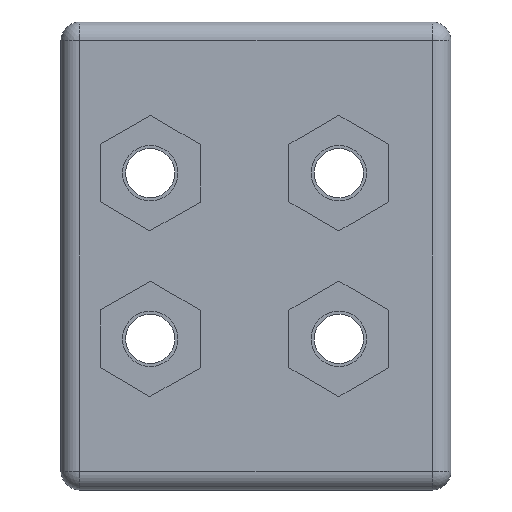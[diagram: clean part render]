
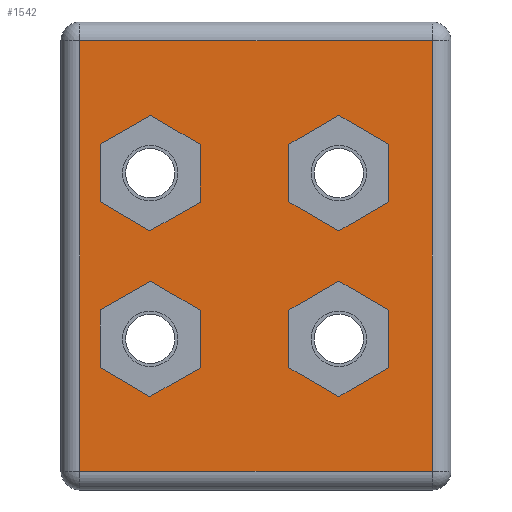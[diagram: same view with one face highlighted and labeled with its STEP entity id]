
A CAD part, front view. The second image highlights one B-rep face of the part: STEP entity #1542.
In plain terms, the highlighted planar face has unit normal (0, -1, 0).
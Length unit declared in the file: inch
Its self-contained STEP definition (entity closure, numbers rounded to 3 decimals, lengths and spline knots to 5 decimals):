
#1=DIRECTION('',(0.868,0.,0.496));
#2=VECTOR('',#1,0.185);
#3=CARTESIAN_POINT('',(-0.33984,-0.25,0.08063));
#4=LINE('',#3,#2);
#5=DIRECTION('',(0.004,0.,1.));
#6=VECTOR('',#5,0.185);
#7=CARTESIAN_POINT('',(-0.17925,-0.25,0.17247));
#8=LINE('',#7,#6);
#9=DIRECTION('',(-0.864,0.,0.504));
#10=VECTOR('',#9,0.185);
#11=CARTESIAN_POINT('',(-0.17849,-0.25,0.35746));
#12=LINE('',#11,#10);
#13=DIRECTION('',(-0.868,0.,-0.496));
#14=VECTOR('',#13,0.185);
#15=CARTESIAN_POINT('',(-0.33832,-0.25,0.45062));
#16=LINE('',#15,#14);
#17=DIRECTION('',(-0.004,0.,-1.));
#18=VECTOR('',#17,0.185);
#19=CARTESIAN_POINT('',(-0.49891,-0.25,0.35878));
#20=LINE('',#19,#18);
#21=DIRECTION('',(0.864,0.,-0.504));
#22=VECTOR('',#21,0.185);
#23=CARTESIAN_POINT('',(-0.49967,-0.25,0.17379));
#24=LINE('',#23,#22);
#25=DIRECTION('',(0.868,0.,0.496));
#26=VECTOR('',#25,0.185);
#27=CARTESIAN_POINT('',(-0.33985,-0.25,-0.45062));
#28=LINE('',#27,#26);
#29=DIRECTION('',(0.004,0.,1.));
#30=VECTOR('',#29,0.185);
#31=CARTESIAN_POINT('',(-0.17925,-0.25,-0.35879));
#32=LINE('',#31,#30);
#33=DIRECTION('',(-0.864,0.,0.504));
#34=VECTOR('',#33,0.185);
#35=CARTESIAN_POINT('',(-0.17848,-0.25,-0.17379));
#36=LINE('',#35,#34);
#37=DIRECTION('',(-0.868,0.,-0.496));
#38=VECTOR('',#37,0.185);
#39=CARTESIAN_POINT('',(-0.33831,-0.25,-0.08063));
#40=LINE('',#39,#38);
#41=DIRECTION('',(-0.004,0.,-1.));
#42=VECTOR('',#41,0.185);
#43=CARTESIAN_POINT('',(-0.49891,-0.25,-0.17246));
#44=LINE('',#43,#42);
#45=DIRECTION('',(0.864,0.,-0.504));
#46=VECTOR('',#45,0.185);
#47=CARTESIAN_POINT('',(-0.49968,-0.25,-0.35746));
#48=LINE('',#47,#46);
#49=DIRECTION('',(0.866,0.,0.5));
#50=VECTOR('',#49,0.185);
#51=CARTESIAN_POINT('',(0.26563,-0.25,0.08063));
#52=LINE('',#51,#50);
#53=DIRECTION('',(0.,0.,1.));
#54=VECTOR('',#53,0.185);
#55=CARTESIAN_POINT('',(0.42584,-0.25,0.17313));
#56=LINE('',#55,#54);
#57=DIRECTION('',(-0.866,0.,0.5));
#58=VECTOR('',#57,0.185);
#59=CARTESIAN_POINT('',(0.42584,-0.25,0.35813));
#60=LINE('',#59,#58);
#61=DIRECTION('',(-0.866,0.,-0.5));
#62=VECTOR('',#61,0.185);
#63=CARTESIAN_POINT('',(0.26563,-0.25,0.45063));
#64=LINE('',#63,#62);
#65=DIRECTION('',(0.,0.,-1.));
#66=VECTOR('',#65,0.185);
#67=CARTESIAN_POINT('',(0.10541,-0.25,0.35813));
#68=LINE('',#67,#66);
#69=DIRECTION('',(0.866,0.,-0.5));
#70=VECTOR('',#69,0.185);
#71=CARTESIAN_POINT('',(0.10541,-0.25,0.17313));
#72=LINE('',#71,#70);
#73=DIRECTION('',(0.866,0.,0.5));
#74=VECTOR('',#73,0.185);
#75=CARTESIAN_POINT('',(0.26563,-0.25,-0.45063));
#76=LINE('',#75,#74);
#77=DIRECTION('',(0.,0.,1.));
#78=VECTOR('',#77,0.185);
#79=CARTESIAN_POINT('',(0.42584,-0.25,-0.35813));
#80=LINE('',#79,#78);
#81=DIRECTION('',(-0.866,0.,0.5));
#82=VECTOR('',#81,0.185);
#83=CARTESIAN_POINT('',(0.42584,-0.25,-0.17313));
#84=LINE('',#83,#82);
#85=DIRECTION('',(-0.866,0.,-0.5));
#86=VECTOR('',#85,0.185);
#87=CARTESIAN_POINT('',(0.26563,-0.25,-0.08063));
#88=LINE('',#87,#86);
#89=DIRECTION('',(0.,0.,-1.));
#90=VECTOR('',#89,0.185);
#91=CARTESIAN_POINT('',(0.10541,-0.25,-0.17313));
#92=LINE('',#91,#90);
#93=DIRECTION('',(0.866,0.,-0.5));
#94=VECTOR('',#93,0.185);
#95=CARTESIAN_POINT('',(0.10541,-0.25,-0.35813));
#96=LINE('',#95,#94);
#97=DIRECTION('',(1.,0.,0.));
#98=VECTOR('',#97,1.13);
#99=CARTESIAN_POINT('',(-0.565,-0.25,-0.69));
#100=LINE('',#99,#98);
#101=DIRECTION('',(0.,0.,-1.));
#102=VECTOR('',#101,1.38);
#103=CARTESIAN_POINT('',(-0.565,-0.25,0.69));
#104=LINE('',#103,#102);
#105=DIRECTION('',(-1.,0.,0.));
#106=VECTOR('',#105,1.13);
#107=CARTESIAN_POINT('',(0.565,-0.25,0.69));
#108=LINE('',#107,#106);
#109=DIRECTION('',(0.,0.,1.));
#110=VECTOR('',#109,1.38);
#111=CARTESIAN_POINT('',(0.565,-0.25,-0.69));
#112=LINE('',#111,#110);
#1197=CARTESIAN_POINT('',(-0.33984,-0.25,0.08063));
#1198=CARTESIAN_POINT('',(-0.17925,-0.25,0.17247));
#1199=VERTEX_POINT('',#1197);
#1200=VERTEX_POINT('',#1198);
#1201=CARTESIAN_POINT('',(-0.17849,-0.25,0.35746));
#1202=VERTEX_POINT('',#1201);
#1203=CARTESIAN_POINT('',(-0.33832,-0.25,0.45062));
#1204=VERTEX_POINT('',#1203);
#1205=CARTESIAN_POINT('',(-0.49891,-0.25,0.35878));
#1206=VERTEX_POINT('',#1205);
#1207=CARTESIAN_POINT('',(-0.49967,-0.25,0.17379));
#1208=VERTEX_POINT('',#1207);
#1209=CARTESIAN_POINT('',(-0.33985,-0.25,-0.45062));
#1210=CARTESIAN_POINT('',(-0.17925,-0.25,-0.35879));
#1211=VERTEX_POINT('',#1209);
#1212=VERTEX_POINT('',#1210);
#1213=CARTESIAN_POINT('',(-0.17848,-0.25,-0.17379));
#1214=VERTEX_POINT('',#1213);
#1215=CARTESIAN_POINT('',(-0.33831,-0.25,-0.08063));
#1216=VERTEX_POINT('',#1215);
#1217=CARTESIAN_POINT('',(-0.49891,-0.25,-0.17246));
#1218=VERTEX_POINT('',#1217);
#1219=CARTESIAN_POINT('',(-0.49968,-0.25,-0.35746));
#1220=VERTEX_POINT('',#1219);
#1253=CARTESIAN_POINT('',(0.26563,-0.25,0.08063));
#1254=CARTESIAN_POINT('',(0.42584,-0.25,0.17313));
#1255=VERTEX_POINT('',#1253);
#1256=VERTEX_POINT('',#1254);
#1257=CARTESIAN_POINT('',(0.42584,-0.25,0.35813));
#1258=VERTEX_POINT('',#1257);
#1259=CARTESIAN_POINT('',(0.26563,-0.25,0.45063));
#1260=VERTEX_POINT('',#1259);
#1261=CARTESIAN_POINT('',(0.10541,-0.25,0.35813));
#1262=VERTEX_POINT('',#1261);
#1263=CARTESIAN_POINT('',(0.10541,-0.25,0.17313));
#1264=VERTEX_POINT('',#1263);
#1265=CARTESIAN_POINT('',(0.26563,-0.25,-0.45063));
#1266=CARTESIAN_POINT('',(0.42584,-0.25,-0.35813));
#1267=VERTEX_POINT('',#1265);
#1268=VERTEX_POINT('',#1266);
#1269=CARTESIAN_POINT('',(0.42584,-0.25,-0.17313));
#1270=VERTEX_POINT('',#1269);
#1271=CARTESIAN_POINT('',(0.26563,-0.25,-0.08063));
#1272=VERTEX_POINT('',#1271);
#1273=CARTESIAN_POINT('',(0.10541,-0.25,-0.17313));
#1274=VERTEX_POINT('',#1273);
#1275=CARTESIAN_POINT('',(0.10541,-0.25,-0.35813));
#1276=VERTEX_POINT('',#1275);
#1289=CARTESIAN_POINT('',(-0.565,-0.25,-0.69));
#1290=CARTESIAN_POINT('',(0.565,-0.25,-0.69));
#1291=VERTEX_POINT('',#1289);
#1292=VERTEX_POINT('',#1290);
#1319=CARTESIAN_POINT('',(0.565,-0.25,0.69));
#1320=VERTEX_POINT('',#1319);
#1321=CARTESIAN_POINT('',(-0.565,-0.25,0.69));
#1322=VERTEX_POINT('',#1321);
#1471=CARTESIAN_POINT('',(0.,-0.25,0.));
#1472=DIRECTION('',(0.,1.,0.));
#1473=DIRECTION('',(1.,0.,0.));
#1474=AXIS2_PLACEMENT_3D('',#1471,#1472,#1473);
#1475=PLANE('',#1474);
#1477=ORIENTED_EDGE('',*,*,#1476,.F.);
#1479=ORIENTED_EDGE('',*,*,#1478,.F.);
#1481=ORIENTED_EDGE('',*,*,#1480,.F.);
#1483=ORIENTED_EDGE('',*,*,#1482,.F.);
#1484=EDGE_LOOP('',(#1477,#1479,#1481,#1483));
#1485=FACE_OUTER_BOUND('',#1484,.F.);
#1487=ORIENTED_EDGE('',*,*,#1486,.T.);
#1489=ORIENTED_EDGE('',*,*,#1488,.T.);
#1491=ORIENTED_EDGE('',*,*,#1490,.T.);
#1493=ORIENTED_EDGE('',*,*,#1492,.T.);
#1495=ORIENTED_EDGE('',*,*,#1494,.T.);
#1497=ORIENTED_EDGE('',*,*,#1496,.T.);
#1498=EDGE_LOOP('',(#1487,#1489,#1491,#1493,#1495,#1497));
#1499=FACE_BOUND('',#1498,.F.);
#1501=ORIENTED_EDGE('',*,*,#1500,.T.);
#1503=ORIENTED_EDGE('',*,*,#1502,.T.);
#1505=ORIENTED_EDGE('',*,*,#1504,.T.);
#1507=ORIENTED_EDGE('',*,*,#1506,.T.);
#1509=ORIENTED_EDGE('',*,*,#1508,.T.);
#1511=ORIENTED_EDGE('',*,*,#1510,.T.);
#1512=EDGE_LOOP('',(#1501,#1503,#1505,#1507,#1509,#1511));
#1513=FACE_BOUND('',#1512,.F.);
#1515=ORIENTED_EDGE('',*,*,#1514,.T.);
#1517=ORIENTED_EDGE('',*,*,#1516,.T.);
#1519=ORIENTED_EDGE('',*,*,#1518,.T.);
#1521=ORIENTED_EDGE('',*,*,#1520,.T.);
#1523=ORIENTED_EDGE('',*,*,#1522,.T.);
#1525=ORIENTED_EDGE('',*,*,#1524,.T.);
#1526=EDGE_LOOP('',(#1515,#1517,#1519,#1521,#1523,#1525));
#1527=FACE_BOUND('',#1526,.F.);
#1529=ORIENTED_EDGE('',*,*,#1528,.T.);
#1531=ORIENTED_EDGE('',*,*,#1530,.T.);
#1533=ORIENTED_EDGE('',*,*,#1532,.T.);
#1535=ORIENTED_EDGE('',*,*,#1534,.T.);
#1537=ORIENTED_EDGE('',*,*,#1536,.T.);
#1539=ORIENTED_EDGE('',*,*,#1538,.T.);
#1540=EDGE_LOOP('',(#1529,#1531,#1533,#1535,#1537,#1539));
#1541=FACE_BOUND('',#1540,.F.);
#1542=ADVANCED_FACE('',(#1485,#1499,#1513,#1527,#1541),#1475,.F.);
#1476=EDGE_CURVE('',#1291,#1292,#100,.T.);
#1478=EDGE_CURVE('',#1322,#1291,#104,.T.);
#1480=EDGE_CURVE('',#1320,#1322,#108,.T.);
#1482=EDGE_CURVE('',#1292,#1320,#112,.T.);
#1486=EDGE_CURVE('',#1211,#1212,#28,.T.);
#1488=EDGE_CURVE('',#1212,#1214,#32,.T.);
#1490=EDGE_CURVE('',#1214,#1216,#36,.T.);
#1492=EDGE_CURVE('',#1216,#1218,#40,.T.);
#1494=EDGE_CURVE('',#1218,#1220,#44,.T.);
#1496=EDGE_CURVE('',#1220,#1211,#48,.T.);
#1500=EDGE_CURVE('',#1255,#1256,#52,.T.);
#1502=EDGE_CURVE('',#1256,#1258,#56,.T.);
#1504=EDGE_CURVE('',#1258,#1260,#60,.T.);
#1506=EDGE_CURVE('',#1260,#1262,#64,.T.);
#1508=EDGE_CURVE('',#1262,#1264,#68,.T.);
#1510=EDGE_CURVE('',#1264,#1255,#72,.T.);
#1514=EDGE_CURVE('',#1267,#1268,#76,.T.);
#1516=EDGE_CURVE('',#1268,#1270,#80,.T.);
#1518=EDGE_CURVE('',#1270,#1272,#84,.T.);
#1520=EDGE_CURVE('',#1272,#1274,#88,.T.);
#1522=EDGE_CURVE('',#1274,#1276,#92,.T.);
#1524=EDGE_CURVE('',#1276,#1267,#96,.T.);
#1528=EDGE_CURVE('',#1199,#1200,#4,.T.);
#1530=EDGE_CURVE('',#1200,#1202,#8,.T.);
#1532=EDGE_CURVE('',#1202,#1204,#12,.T.);
#1534=EDGE_CURVE('',#1204,#1206,#16,.T.);
#1536=EDGE_CURVE('',#1206,#1208,#20,.T.);
#1538=EDGE_CURVE('',#1208,#1199,#24,.T.);
